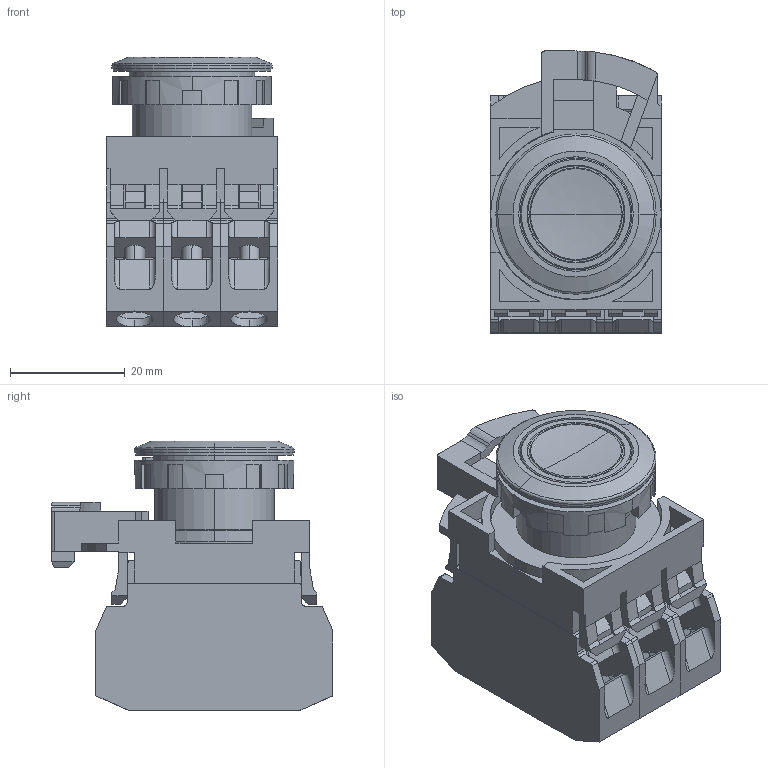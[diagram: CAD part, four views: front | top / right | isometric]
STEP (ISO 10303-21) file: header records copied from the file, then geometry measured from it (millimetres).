
FILE_DESCRIPTION (( 'STEP AP203' ), '1' );
FILE_NAME ('OUTSIDE-CW#B-A1.STEP', '2014-07-15T09:43:55', ( 'IDEC' ), ( '' ), 'SwSTEP 2.0', 'SolidWorks 2012', '' );
FILE_SCHEMA (( 'CONFIG_CONTROL_DESIGN' ));
Length unit declared in the file: millimetre
Products named in the file (6): OUTSIDE-CW#B-A1; OUTSIDE-CW-LOCK-NUT; OUTSIDE-CW-E仩仩; OUTSIDE-CW-CN; OUTSIDE-CW-ROUND-FLUSH-BUTTON; OUTSIDE-CW-PB-AL-BODY
Assembly tree (7 placements, depth 2):
  OUTSIDE-CW#B-A1
    OUTSIDE-CW-PB-AL-BODY
    OUTSIDE-CW-ROUND-FLUSH-BUTTON
    OUTSIDE-CW-CN
    OUTSIDE-CW-E仩仩  x3
    OUTSIDE-CW-LOCK-NUT
Bounding box: 30 x 49.2 x 47.1 mm (x, y, z)
Volume: 38283 mm3; surface area: 24890.6 mm2
Topology: 7 solids, 7 shells, 972 faces, 2701 edges, 1751 vertices
Faces by surface type: plane 640, cylinder 254, bspline 42, cone 36
Entity records: 18433 total; most frequent: CARTESIAN_POINT 3695, ORIENTED_EDGE 3030, DIRECTION 2839, EDGE_CURVE 1515, VECTOR 1113, LINE 1113, VERTEX_POINT 979, AXIS2_PLACEMENT_3D 863
